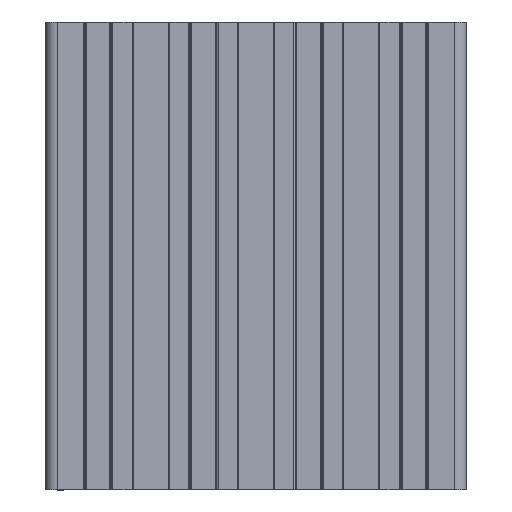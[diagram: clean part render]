
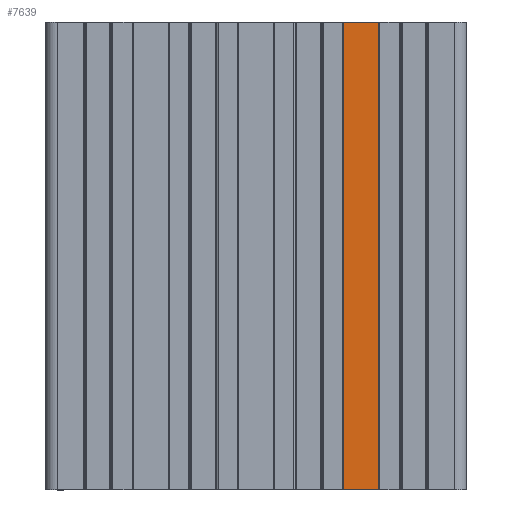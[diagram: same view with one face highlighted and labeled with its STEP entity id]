
A CAD part, top view. The second image highlights one B-rep face of the part: STEP entity #7639.
In plain terms, the highlighted planar face has unit normal (0, 0, 1).
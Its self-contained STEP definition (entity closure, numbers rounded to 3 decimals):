
#212=PLANE('',#8203);
#563=FACE_OUTER_BOUND('',#945,.T.);
#945=EDGE_LOOP('',(#6055,#6056,#6057,#6058));
#1694=LINE('',#12115,#2586);
#1696=LINE('',#12119,#2588);
#1697=LINE('',#12121,#2589);
#1698=LINE('',#12122,#2590);
#2586=VECTOR('',#9894,200.);
#2588=VECTOR('',#9898,15.);
#2589=VECTOR('',#9899,200.);
#2590=VECTOR('',#9900,15.);
#3635=VERTEX_POINT('',#12112);
#3636=VERTEX_POINT('',#12114);
#3637=VERTEX_POINT('',#12118);
#3638=VERTEX_POINT('',#12120);
#4656=EDGE_CURVE('',#3635,#3636,#1694,.T.);
#4658=EDGE_CURVE('',#3635,#3637,#1696,.T.);
#4659=EDGE_CURVE('',#3637,#3638,#1697,.T.);
#4660=EDGE_CURVE('',#3636,#3638,#1698,.T.);
#6055=ORIENTED_EDGE('',*,*,#4658,.T.);
#6056=ORIENTED_EDGE('',*,*,#4659,.T.);
#6057=ORIENTED_EDGE('',*,*,#4660,.F.);
#6058=ORIENTED_EDGE('',*,*,#4656,.F.);
#7639=ADVANCED_FACE('',(#563),#212,.T.);
#8203=AXIS2_PLACEMENT_3D('',#12117,#9896,#9897);
#9894=DIRECTION('',(0.,-1.,0.));
#9896=DIRECTION('center_axis',(0.,0.,1.));
#9897=DIRECTION('ref_axis',(1.,0.,0.));
#9898=DIRECTION('',(-1.,0.,0.));
#9899=DIRECTION('',(0.,-1.,0.));
#9900=DIRECTION('',(-1.,0.,0.));
#12112=CARTESIAN_POINT('',(52.5,200.,44.));
#12114=CARTESIAN_POINT('',(52.5,0.,44.));
#12115=CARTESIAN_POINT('',(52.5,0.,44.));
#12117=CARTESIAN_POINT('Origin',(37.5,0.,44.));
#12118=CARTESIAN_POINT('',(37.5,200.,44.));
#12119=CARTESIAN_POINT('',(18.75,200.,44.));
#12120=CARTESIAN_POINT('',(37.5,0.,44.));
#12121=CARTESIAN_POINT('',(37.5,0.,44.));
#12122=CARTESIAN_POINT('',(18.75,0.,44.));
